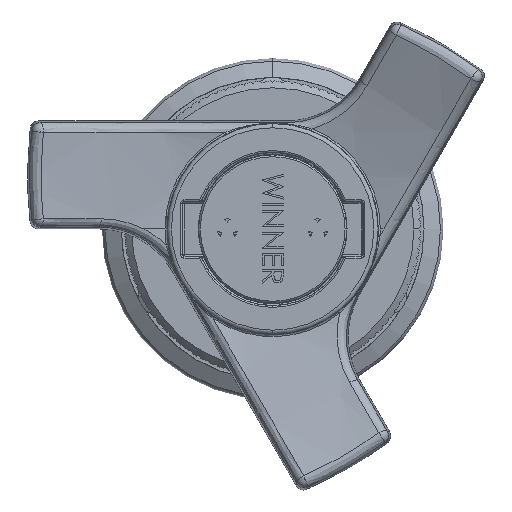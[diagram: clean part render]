
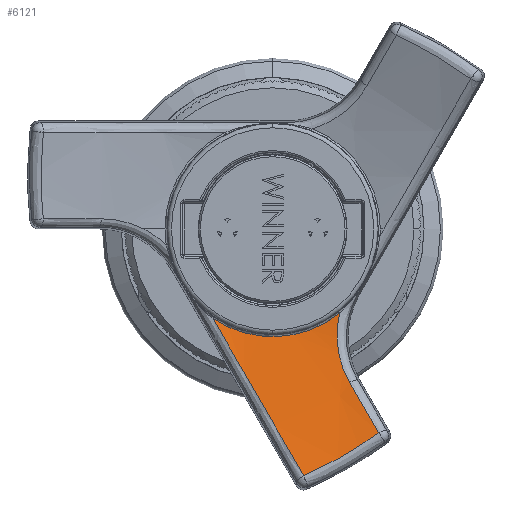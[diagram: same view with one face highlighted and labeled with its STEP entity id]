
A CAD part, left-side view. The second image highlights one B-rep face of the part: STEP entity #6121.
In plain terms, the highlighted spherical face has radius 70 mm.
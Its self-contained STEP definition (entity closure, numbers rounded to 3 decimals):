
#5912 = EDGE_LOOP ( 'NONE', ( #17370, #17402, #17405, #17417, #17421 ) ) ;
#6121 = ADVANCED_FACE ( 'NONE', ( #22983 ), #22978, .F. ) ;
#10580 = EDGE_CURVE ( 'NONE', #14761, #15258, #10693, .T. ) ;
#10693 = CIRCLE ( 'NONE', #28899, 12.73 ) ;
#10712 = EDGE_CURVE ( 'NONE', #15324, #16098, #28944, .T. ) ;
#10782 = EDGE_CURVE ( 'NONE', #15258, #16056, #28559, .T. ) ;
#10919 = EDGE_CURVE ( 'NONE', #16098, #14761, #50898, .T. ) ;
#11068 = EDGE_CURVE ( 'NONE', #16056, #15324, #30567, .T. ) ;
#12732 = CARTESIAN_POINT ( 'NONE',  ( -44.437, 0., 0. ) ) ;
#12733 = DIRECTION ( 'NONE',  ( 1., 0., 0. ) ) ;
#12735 = DIRECTION ( 'NONE',  ( 0., 0., 1. ) ) ;
#13153 = CARTESIAN_POINT ( 'NONE',  ( -46.982, -10.254, -20.167 ) ) ;
#13179 = CARTESIAN_POINT ( 'NONE',  ( -47.807, -11.399, -22.149 ) ) ;
#13180 = CARTESIAN_POINT ( 'NONE',  ( -48.749, -12.52, -24.09 ) ) ;
#13181 = CARTESIAN_POINT ( 'NONE',  ( -46.279, -9.091, -18.152 ) ) ;
#13299 = CARTESIAN_POINT ( 'NONE',  ( -44.815, 5.21, -13.791 ) ) ;
#13316 = CARTESIAN_POINT ( 'NONE',  ( -44.589, 6.131, -12.195 ) ) ;
#13317 = CARTESIAN_POINT ( 'NONE',  ( -44.437, 7.053, -10.597 ) ) ;
#13318 = CARTESIAN_POINT ( 'NONE',  ( -45.413, 3.385, -16.953 ) ) ;
#13319 = CARTESIAN_POINT ( 'NONE',  ( -45.786, 2.478, -18.524 ) ) ;
#13320 = CARTESIAN_POINT ( 'NONE',  ( -47.122, -0.22, -23.198 ) ) ;
#13321 = CARTESIAN_POINT ( 'NONE',  ( -48.295, -1.971, -26.233 ) ) ;
#13322 = CARTESIAN_POINT ( 'NONE',  ( -49.751, -3.676, -29.186 ) ) ;
#13558 = CARTESIAN_POINT ( 'NONE',  ( -46.067, -8.741, -17.548 ) ) ;
#13559 = CARTESIAN_POINT ( 'NONE',  ( -46.279, -9.091, -18.152 ) ) ;
#13565 = CARTESIAN_POINT ( 'NONE',  ( -45.866, -8.449, -16.908 ) ) ;
#13566 = CARTESIAN_POINT ( 'NONE',  ( -45.494, -7.991, -15.592 ) ) ;
#13567 = CARTESIAN_POINT ( 'NONE',  ( -45.322, -7.824, -14.913 ) ) ;
#13568 = CARTESIAN_POINT ( 'NONE',  ( -45.085, -7.67, -13.86 ) ) ;
#13569 = CARTESIAN_POINT ( 'NONE',  ( -45.01, -7.636, -13.504 ) ) ;
#13570 = CARTESIAN_POINT ( 'NONE',  ( -44.869, -7.601, -12.795 ) ) ;
#13571 = CARTESIAN_POINT ( 'NONE',  ( -44.804, -7.601, -12.441 ) ) ;
#13572 = CARTESIAN_POINT ( 'NONE',  ( -44.683, -7.634, -11.732 ) ) ;
#13573 = CARTESIAN_POINT ( 'NONE',  ( -44.627, -7.668, -11.377 ) ) ;
#13574 = CARTESIAN_POINT ( 'NONE',  ( -44.525, -7.771, -10.668 ) ) ;
#13575 = CARTESIAN_POINT ( 'NONE',  ( -44.478, -7.84, -10.311 ) ) ;
#13576 = CARTESIAN_POINT ( 'NONE',  ( -44.437, -7.927, -9.961 ) ) ;
#14761 = VERTEX_POINT ( 'NONE', #19542 ) ;
#15258 = VERTEX_POINT ( 'NONE', #19961 ) ;
#15324 = VERTEX_POINT ( 'NONE', #20030 ) ;
#16056 = VERTEX_POINT ( 'NONE', #20627 ) ;
#16098 = VERTEX_POINT ( 'NONE', #20639 ) ;
#16209 = CARTESIAN_POINT ( 'NONE',  ( -49.299, -6.783, -27.812 ) ) ;
#16210 = CARTESIAN_POINT ( 'NONE',  ( -49.751, -3.676, -29.186 ) ) ;
#16215 = CARTESIAN_POINT ( 'NONE',  ( -48.964, -9.754, -26.103 ) ) ;
#16216 = CARTESIAN_POINT ( 'NONE',  ( -48.749, -12.52, -24.09 ) ) ;
#17370 = ORIENTED_EDGE ( 'NONE', *, *, #10919, .T. ) ;
#17402 = ORIENTED_EDGE ( 'NONE', *, *, #10580, .T. ) ;
#17405 = ORIENTED_EDGE ( 'NONE', *, *, #10782, .T. ) ;
#17417 = ORIENTED_EDGE ( 'NONE', *, *, #11068, .T. ) ;
#17421 = ORIENTED_EDGE ( 'NONE', *, *, #10712, .T. ) ;
#19542 = CARTESIAN_POINT ( 'NONE',  ( -44.437, -7.927, -9.961 ) ) ;
#19961 = CARTESIAN_POINT ( 'NONE',  ( -44.437, 7.053, -10.597 ) ) ;
#20030 = CARTESIAN_POINT ( 'NONE',  ( -48.749, -12.52, -24.09 ) ) ;
#20627 = CARTESIAN_POINT ( 'NONE',  ( -49.751, -3.676, -29.186 ) ) ;
#20639 = CARTESIAN_POINT ( 'NONE',  ( -46.279, -9.091, -18.152 ) ) ;
#22978 = SPHERICAL_SURFACE ( 'NONE', #28196, 70. ) ;
#22983 = FACE_OUTER_BOUND ( 'NONE', #5912, .T. ) ;
#28196 = AXIS2_PLACEMENT_3D ( 'NONE', #31737, #31735, #31821 ) ;
#28559 = B_SPLINE_CURVE_WITH_KNOTS ( 'NONE', 3,
 ( #13317, #13316, #13299, #13318, #13319, #13320, #13321, #13322 ),
 .UNSPECIFIED., .F., .F.,
 ( 4, 2, 2, 4 ),
 ( 0.007, 0.013, 0.018, 0.029 ),
 .UNSPECIFIED. ) ;
#28899 = AXIS2_PLACEMENT_3D ( 'NONE', #12732, #12733, #12735 ) ;
#28944 = B_SPLINE_CURVE_WITH_KNOTS ( 'NONE', 3,
 ( #13180, #13179, #13153, #13181 ),
 .UNSPECIFIED., .F., .F.,
 ( 4, 4 ),
 ( 0., 0.007 ),
 .UNSPECIFIED. ) ;
#30567 = B_SPLINE_CURVE_WITH_KNOTS ( 'NONE', 3,
 ( #16210, #16209, #16215, #16216 ),
 .UNSPECIFIED., .F., .F.,
 ( 4, 4 ),
 ( 0., 0.01 ),
 .UNSPECIFIED. ) ;
#31735 = DIRECTION ( 'NONE',  ( 0., 0., 1. ) ) ;
#31737 = CARTESIAN_POINT ( 'NONE',  ( -113.27, 0., 0. ) ) ;
#31821 = DIRECTION ( 'NONE',  ( 0., 1., 0. ) ) ;
#50898 = B_SPLINE_CURVE_WITH_KNOTS ( 'NONE', 3,
 ( #13559, #13558, #13565, #13566, #13567, #13568, #13569, #13570, #13571, #13572, #13573, #13574, #13575, #13576 ),
 .UNSPECIFIED., .F., .F.,
 ( 4, 2, 2, 2, 2, 2, 4 ),
 ( 0., 0.002, 0.004, 0.005, 0.007, 0.008, 0.009 ),
 .UNSPECIFIED. ) ;
